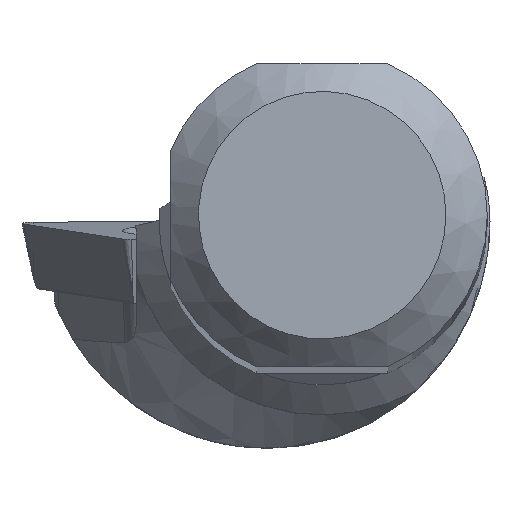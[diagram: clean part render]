
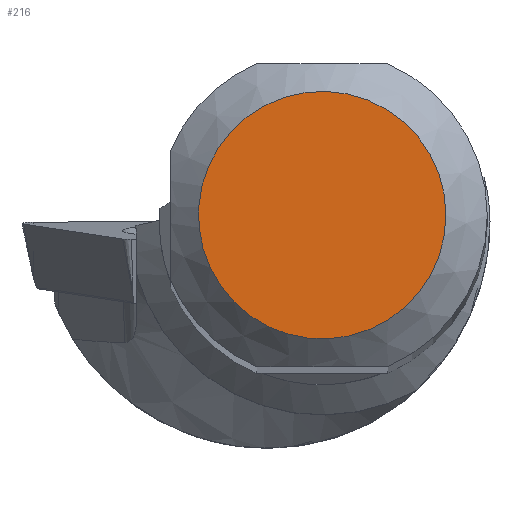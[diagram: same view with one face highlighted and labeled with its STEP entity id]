
A CAD part, top view. The second image highlights one B-rep face of the part: STEP entity #216.
In plain terms, the highlighted planar face has unit normal (0, 0, 1).
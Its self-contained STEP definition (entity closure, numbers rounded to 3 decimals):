
#164=FACE_OUTER_BOUND('',#467,.T.);
#216=ADVANCED_FACE('',(#164),#252,.T.);
#252=PLANE('',#1200);
#467=EDGE_LOOP('',(#658));
#658=ORIENTED_EDGE('',*,*,#988,.T.);
#865=VERTEX_POINT('',#1943);
#988=EDGE_CURVE('',#865,#865,#1039,.T.);
#1039=CIRCLE('',#1199,4.493);
#1199=AXIS2_PLACEMENT_3D('',#1942,#1428,#1429);
#1200=AXIS2_PLACEMENT_3D('',#1944,#1430,#1431);
#1428=DIRECTION('',(0.,0.,1.));
#1429=DIRECTION('',(1.,0.,0.));
#1430=DIRECTION('',(0.,0.,1.));
#1431=DIRECTION('',(1.,0.,0.));
#1942=CARTESIAN_POINT('',(0.,0.,0.));
#1943=CARTESIAN_POINT('',(4.493,0.,0.));
#1944=CARTESIAN_POINT('',(0.,0.,
0.));
